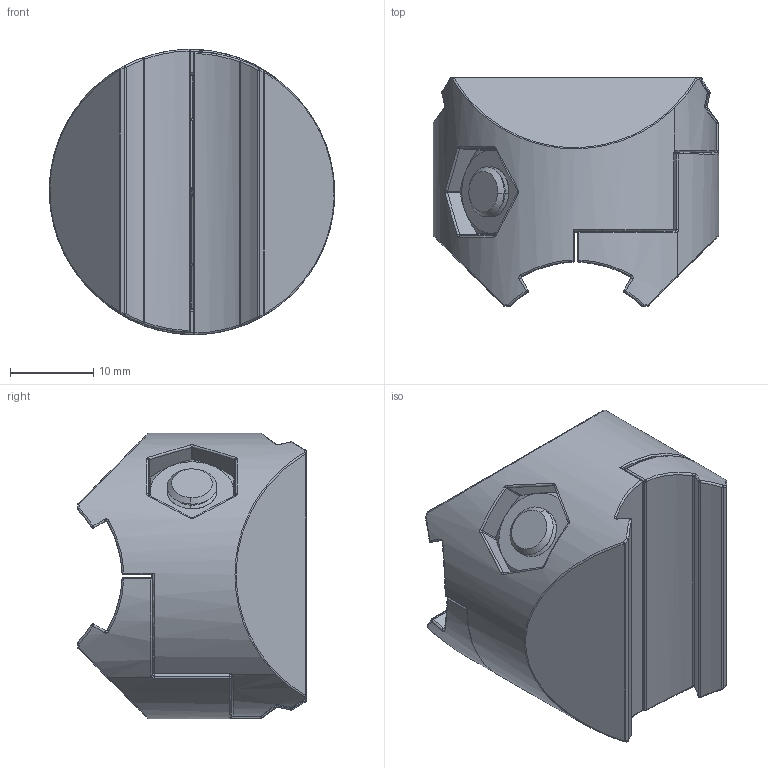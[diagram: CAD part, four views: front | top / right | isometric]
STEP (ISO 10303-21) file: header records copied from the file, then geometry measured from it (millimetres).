
FILE_DESCRIPTION((''),'2;1');
FILE_NAME('14038_ASM','2022-09-19T11:56:53',('PredragRovcanin'),('Audax d.o.o.'),'CREO PARAMETRIC BY PTC INC, 2020281','CREO PARAMETRIC BY PTC INC, 2020281','');
FILE_SCHEMA(('AUTOMOTIVE_DESIGN { 1 0 10303 214 1 1 1 1 }'));
Length unit declared in the file: millimetre
Products named in the file (4): 14038_A; 14038_B; 14038_C; 14038_ASM
Assembly tree (4 placements, depth 2):
  14038_ASM
    14038_A  x2
    14038_B
    14038_C
Bounding box: 34.32 x 27.5 x 34.32 mm (x, y, z)
Volume: 16458.2 mm3; surface area: 9274.6 mm2
Topology: 4 solids, 4 shells, 697 faces, 1599 edges, 841 vertices
Faces by surface type: cylinder 186, torus 136, sphere 96, cone 94, plane 93, bspline 92
Entity records: 22254 total; most frequent: CARTESIAN_POINT 5739, DIRECTION 2136, ORIENTED_EDGE 1964, PRESENTATION_STYLE_ASSIGNMENT 1447, STYLED_ITEM 990, CURVE_STYLE 987, EDGE_CURVE 982, AXIS2_PLACEMENT_3D 920
